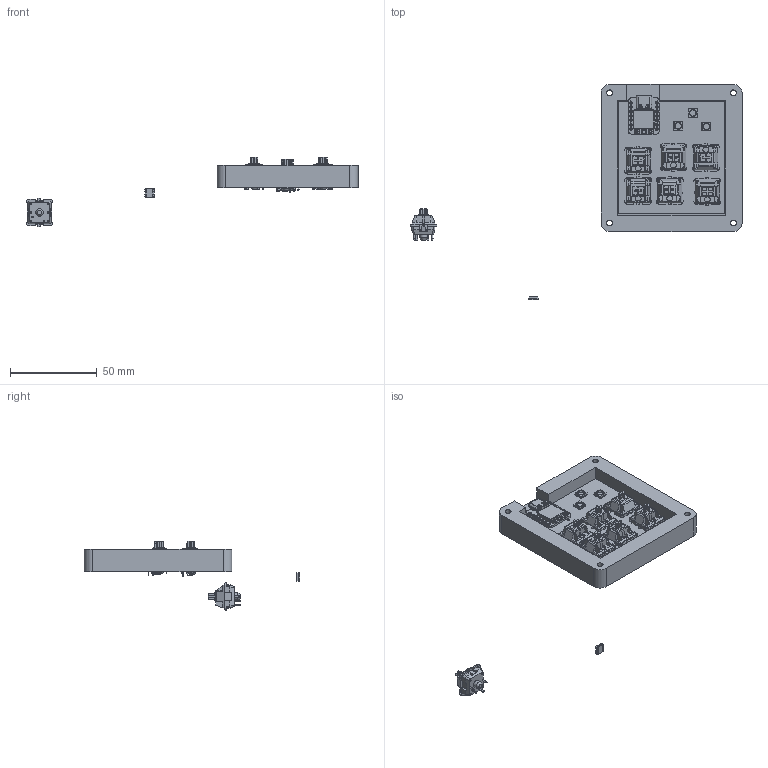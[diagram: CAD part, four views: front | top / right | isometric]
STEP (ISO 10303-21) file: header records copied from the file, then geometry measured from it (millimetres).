
FILE_DESCRIPTION(/* description */ ('STEP AP214'),/* implementation_level */ '2;1');
FILE_NAME(/* name */ 'Entire(Added switches and led).step',/* time_stamp */ '2025-12-02T21:42:11+01:00',/* author */ (''),/* organization */ (''),/* preprocessor_version */ 'ST-DEVELOPER v20.1',/* originating_system */ 'Autodesk Translation Framework v14.21.0.0',/* authorisation */ '');
FILE_SCHEMA (('AUTOMOTIVE_DESIGN { 1 0 10303 214 3 1 1 }'));
Length unit declared in the file: millimetre
Products named in the file (7): 2025-12-02-19-47-57-301; 2025-12-02-18-47-24-361; 2025-12-02-18-47-55-244; 2025-12-02-19-38-33-406; 2025-12-02-19-38-33-407; 2025-12-02-20-27-26-940; 2025-12-02-20-37-41-494
Assembly tree (14 placements, depth 3):
  2025-12-02-19-47-57-301
    2025-12-02-18-47-24-361
    2025-12-02-19-38-33-406
      2025-12-02-19-38-33-407
    2025-12-02-20-27-26-940  x7
    2025-12-02-20-37-41-494  x4
  2025-12-02-18-47-55-244
Bounding box: 191.13 x 124.07 x 39.79 mm (x, y, z)
Volume: 63661.9 mm3; surface area: 43127.8 mm2
Topology: 139 solids, 139 shells, 3094 faces, 7857 edges, 5053 vertices
Faces by surface type: plane 2469, cylinder 504, cone 85, sphere 28, bspline 6, torus 2
Full cylindrical faces by diameter (mm): 0.8 x14, 0.864 x14, 0.889 x14, 1.4 x2, 1.5 x12, 1.7 x12, 2 x1, 3.4 x4, 4 x6, 4.391 x7, 6 x4
Entity records: 47548 total; most frequent: CARTESIAN_POINT 8971, ORIENTED_EDGE 7876, DIRECTION 7809, EDGE_CURVE 3938, LINE 3163, VECTOR 3163, VERTEX_POINT 2545, AXIS2_PLACEMENT_3D 2323
